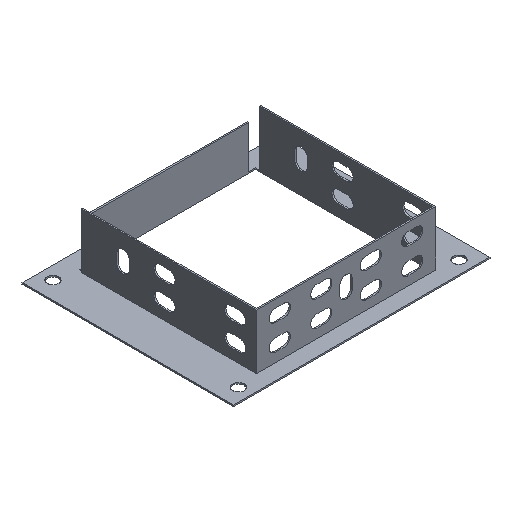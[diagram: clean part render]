
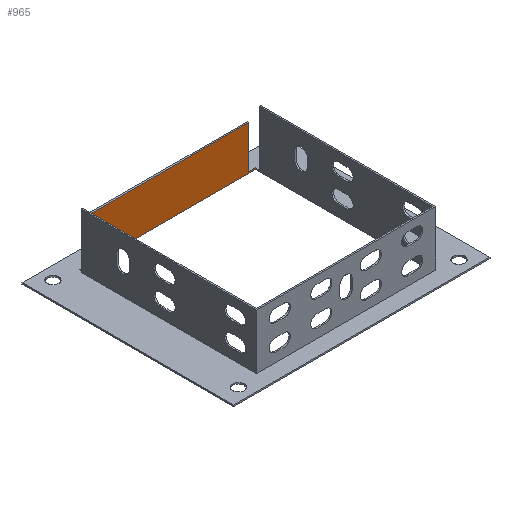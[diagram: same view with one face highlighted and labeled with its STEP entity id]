
A CAD part, isometric view. The second image highlights one B-rep face of the part: STEP entity #965.
In plain terms, the highlighted planar face has unit normal (0, -1, 0).
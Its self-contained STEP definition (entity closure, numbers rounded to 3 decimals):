
#80 = VERTEX_POINT ( 'NONE', #4240 ) ;
#89 = CARTESIAN_POINT ( 'NONE',  ( 46., 50.2, 0.8 ) ) ;
#207 = VECTOR ( 'NONE', #6143, 1000. ) ;
#456 = VERTEX_POINT ( 'NONE', #928 ) ;
#500 = DIRECTION ( 'NONE',  ( 1., 0., 0. ) ) ;
#507 = EDGE_CURVE ( 'NONE', #80, #5305, #6204, .T. ) ;
#583 = LINE ( 'NONE', #2859, #5533 ) ;
#707 = EDGE_CURVE ( 'NONE', #5305, #1614, #1735, .T. ) ;
#923 = LINE ( 'NONE', #2364, #3359 ) ;
#928 = CARTESIAN_POINT ( 'NONE',  ( 46., 50.2, 0.8 ) ) ;
#965 = ADVANCED_FACE ( 'NONE', ( #3515 ), #6226, .F. ) ;
#985 = VECTOR ( 'NONE', #3428, 1000. ) ;
#1006 = VECTOR ( 'NONE', #4333, 1000. ) ;
#1138 = CARTESIAN_POINT ( 'NONE',  ( -49.99, 50.2, 0. ) ) ;
#1497 = DIRECTION ( 'NONE',  ( 0., 0., 1. ) ) ;
#1614 = VERTEX_POINT ( 'NONE', #3709 ) ;
#1669 = EDGE_CURVE ( 'NONE', #4634, #2159, #3957, .T. ) ;
#1735 = LINE ( 'NONE', #5911, #207 ) ;
#1810 = CARTESIAN_POINT ( 'NONE',  ( 46., 50.2, 25. ) ) ;
#1837 = ORIENTED_EDGE ( 'NONE', *, *, #6107, .F. ) ;
#2159 = VERTEX_POINT ( 'NONE', #6235 ) ;
#2303 = ORIENTED_EDGE ( 'NONE', *, *, #5243, .T. ) ;
#2364 = CARTESIAN_POINT ( 'NONE',  ( 50., 50.2, 156.64 ) ) ;
#2577 = DIRECTION ( 'NONE',  ( 1., 0., 0. ) ) ;
#2756 = DIRECTION ( 'NONE',  ( 1., 0., 0. ) ) ;
#2827 = EDGE_CURVE ( 'NONE', #6062, #456, #5997, .T. ) ;
#2836 = CARTESIAN_POINT ( 'NONE',  ( 50., 50.2, 0.8 ) ) ;
#2859 = CARTESIAN_POINT ( 'NONE',  ( 46., 50.2, 25. ) ) ;
#2884 = LINE ( 'NONE', #2836, #5242 ) ;
#3315 = ORIENTED_EDGE ( 'NONE', *, *, #2827, .F. ) ;
#3359 = VECTOR ( 'NONE', #5632, 1000. ) ;
#3361 = VECTOR ( 'NONE', #6206, 1000. ) ;
#3428 = DIRECTION ( 'NONE',  ( 0., 0., -1. ) ) ;
#3515 = FACE_OUTER_BOUND ( 'NONE', #4472, .T. ) ;
#3709 = CARTESIAN_POINT ( 'NONE',  ( -46., 50.2, 25. ) ) ;
#3710 = ORIENTED_EDGE ( 'NONE', *, *, #507, .F. ) ;
#3755 = VERTEX_POINT ( 'NONE', #5470 ) ;
#3897 = CARTESIAN_POINT ( 'NONE',  ( -49.99, 50.2, 156.64 ) ) ;
#3957 = LINE ( 'NONE', #5993, #5051 ) ;
#4240 = CARTESIAN_POINT ( 'NONE',  ( -49.99, 50.2, 0.8 ) ) ;
#4253 = AXIS2_PLACEMENT_3D ( 'NONE', #4885, #4412, #1497 ) ;
#4333 = DIRECTION ( 'NONE',  ( 1., 0., 0. ) ) ;
#4364 = ORIENTED_EDGE ( 'NONE', *, *, #5032, .F. ) ;
#4412 = DIRECTION ( 'NONE',  ( 0., 1., 0. ) ) ;
#4472 = EDGE_LOOP ( 'NONE', ( #5358, #3710, #2303, #4776, #1837, #4364, #3315, #5228 ) ) ;
#4634 = VERTEX_POINT ( 'NONE', #1138 ) ;
#4776 = ORIENTED_EDGE ( 'NONE', *, *, #1669, .T. ) ;
#4805 = LINE ( 'NONE', #3897, #985 ) ;
#4828 = EDGE_CURVE ( 'NONE', #1614, #6062, #583, .T. ) ;
#4885 = CARTESIAN_POINT ( 'NONE',  ( 46., 50.2, 0.8 ) ) ;
#5032 = EDGE_CURVE ( 'NONE', #456, #3755, #2884, .T. ) ;
#5051 = VECTOR ( 'NONE', #2756, 1000. ) ;
#5228 = ORIENTED_EDGE ( 'NONE', *, *, #4828, .F. ) ;
#5242 = VECTOR ( 'NONE', #500, 1000. ) ;
#5243 = EDGE_CURVE ( 'NONE', #80, #4634, #4805, .T. ) ;
#5305 = VERTEX_POINT ( 'NONE', #5774 ) ;
#5358 = ORIENTED_EDGE ( 'NONE', *, *, #707, .F. ) ;
#5470 = CARTESIAN_POINT ( 'NONE',  ( 50., 50.2, 0.8 ) ) ;
#5533 = VECTOR ( 'NONE', #2577, 1000. ) ;
#5632 = DIRECTION ( 'NONE',  ( 0., 0., -1. ) ) ;
#5727 = CARTESIAN_POINT ( 'NONE',  ( 50., 50.2, 0.8 ) ) ;
#5774 = CARTESIAN_POINT ( 'NONE',  ( -46., 50.2, 0.8 ) ) ;
#5911 = CARTESIAN_POINT ( 'NONE',  ( -46., 50.2, 0.8 ) ) ;
#5993 = CARTESIAN_POINT ( 'NONE',  ( 50., 50.2, 0. ) ) ;
#5997 = LINE ( 'NONE', #89, #3361 ) ;
#6062 = VERTEX_POINT ( 'NONE', #1810 ) ;
#6107 = EDGE_CURVE ( 'NONE', #3755, #2159, #923, .T. ) ;
#6143 = DIRECTION ( 'NONE',  ( 0., 0., 1. ) ) ;
#6204 = LINE ( 'NONE', #5727, #1006 ) ;
#6206 = DIRECTION ( 'NONE',  ( 0., 0., -1. ) ) ;
#6226 = PLANE ( 'NONE',  #4253 ) ;
#6235 = CARTESIAN_POINT ( 'NONE',  ( 50., 50.2, 0. ) ) ;
